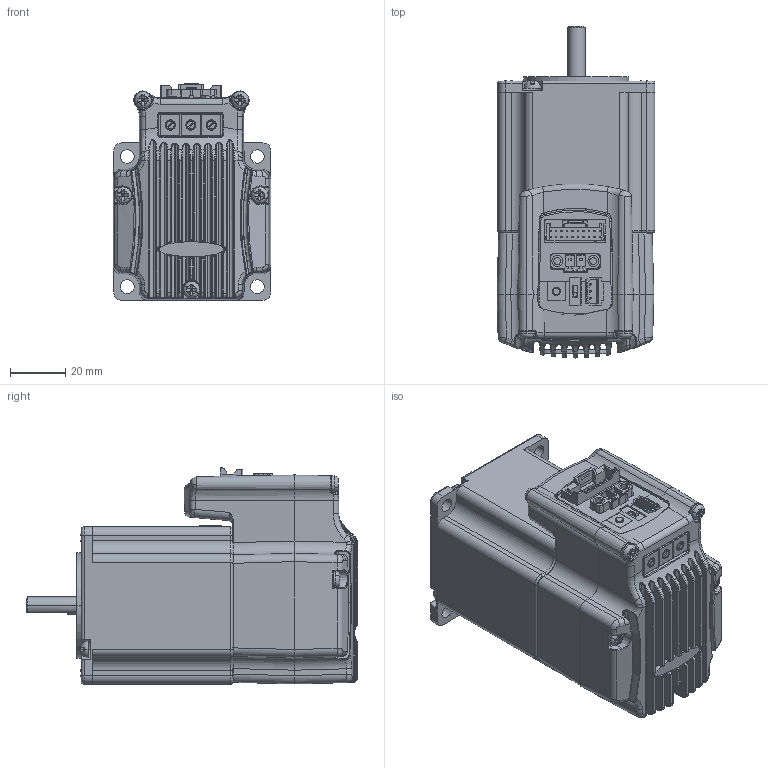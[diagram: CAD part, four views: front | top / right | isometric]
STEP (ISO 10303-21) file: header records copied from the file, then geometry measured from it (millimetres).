
FILE_DESCRIPTION(('STEP AP203'),'1');
FILE_NAME('Ezi-SERVO_BT_56M.stp','2011-01-20T02:57:57',(' '),(' '),'Spatial InterOp 3D',' ',' ');
FILE_SCHEMA(('CONFIG_CONTROL_DESIGN'));
Length unit declared in the file: millimetre
Products named in the file (42): 1; 2; 3; 4; 5; 6; 7; 8; 9; 10; 11; 12; 13; 14; 15; 16; 17; 18; 19; 20; 21; 22; 23; 24; 25; 26; 27; 28; 29; 30; 31; 32; 33; 34; 35; 36; 37; 38; 39; 40 ...
Bounding box: 57.22 x 120.21 x 78.43 mm (x, y, z)
Volume: 226441.7 mm3; surface area: 87087.9 mm2
Topology: 41 solids, 156 shells, 3327 faces, 8490 edges, 5399 vertices
Faces by surface type: plane 1366, cylinder 1166, bspline 392, torus 154, sphere 142, cone 82, revolution 25
Entity records: 133177 total; most frequent: CARTESIAN_POINT 53573, ORIENTED_EDGE 16298, DIRECTION 15516, EDGE_CURVE 8459, AXIS2_PLACEMENT_3D 5499, VERTEX_POINT 5400, LINE 4493, VECTOR 4493
